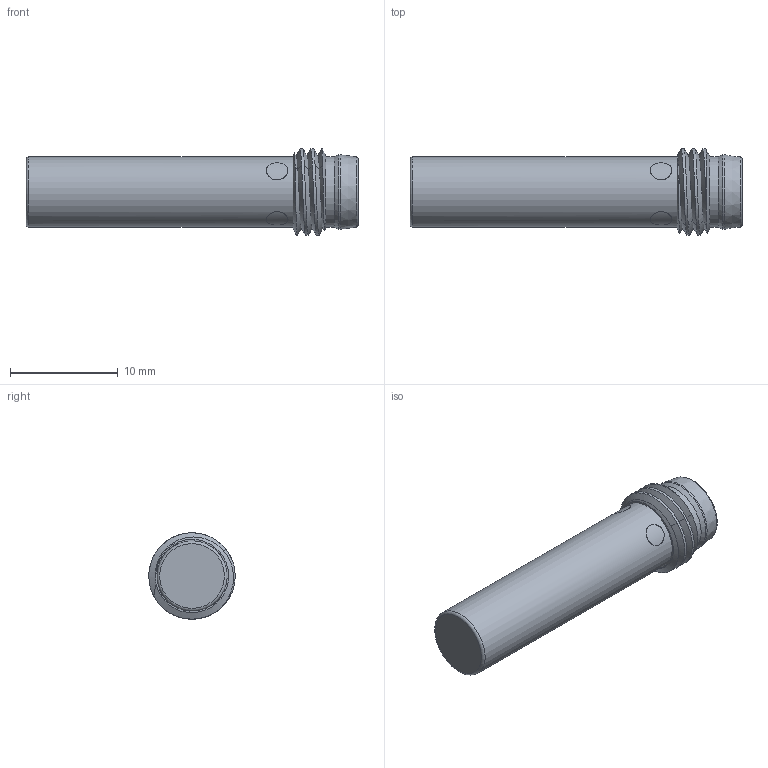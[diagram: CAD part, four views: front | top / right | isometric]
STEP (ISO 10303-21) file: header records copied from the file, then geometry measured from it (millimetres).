
FILE_DESCRIPTION(/* description */ (''),/* implementation_level */ '2;1');
FILE_NAME(/* name */ 'KJ1,5_G6,5EB30-V1.stp',/* time_stamp */ '2026-01-07T13:29:48+01:00',/* author */ ('L43FV9'),/* organization */ (''),/* preprocessor_version */ 'ST-DEVELOPER v20.1',/* originating_system */ 'Autodesk Inventor 2026',/* authorisation */ '');
FILE_SCHEMA (('AUTOMOTIVE_DESIGN { 1 0 10303 214 3 1 1 }'));
Length unit declared in the file: millimetre
Products named in the file (1): KJ1,5_G6,5EB30-V1_Vereinfachen_1
Bounding box: 30.75 x 8 x 8 mm (x, y, z)
Volume: 1056.2 mm3; surface area: 765.8 mm2
Topology: 1 solids, 1 shells, 39 faces, 92 edges, 60 vertices
Faces by surface type: cylinder 15, bspline 14, plane 4, cone 4, torus 2
Full cylindrical faces by diameter (mm): 2 x4, 6.5 x2, 6.9 x1, 8 x2
Entity records: 1964 total; most frequent: CARTESIAN_POINT 1078, ORIENTED_EDGE 184, DIRECTION 117, EDGE_CURVE 92, VERTEX_POINT 60, B_SPLINE_CURVE_WITH_KNOTS 47, AXIS2_PLACEMENT_3D 46, EDGE_LOOP 44
